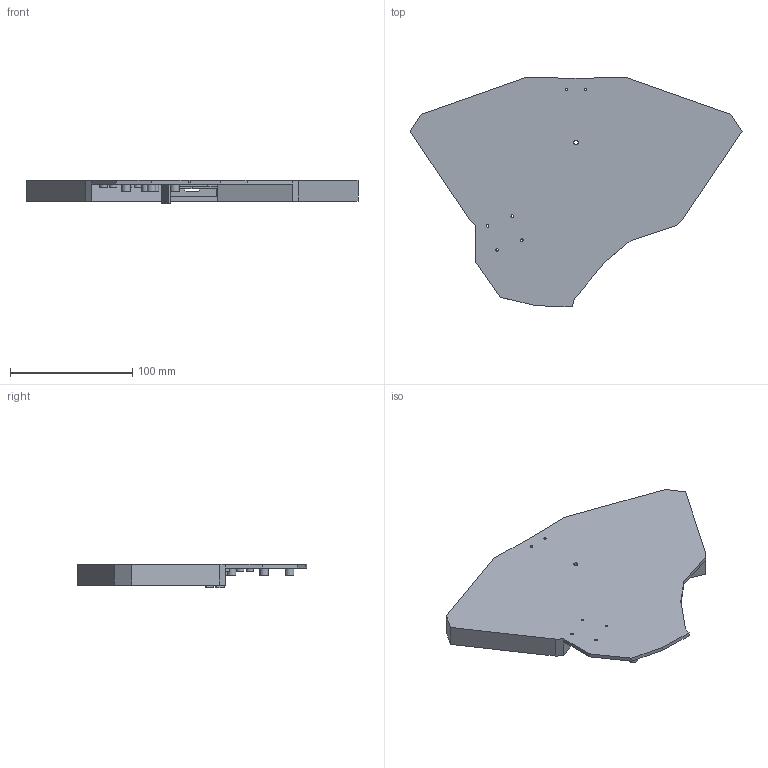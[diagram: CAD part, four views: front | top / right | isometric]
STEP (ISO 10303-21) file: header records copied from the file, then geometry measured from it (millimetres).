
FILE_DESCRIPTION(/* description */ (''),/* implementation_level */ '2;1');
FILE_NAME(/* name */ 'jianpanke16.step',/* time_stamp */ '2026-01-16T01:49:05-05:00',/* author */ (''),/* organization */ (''),/* preprocessor_version */ 'ST-DEVELOPER v20.1',/* originating_system */ 'Autodesk Translation Framework v14.21.0.0',/* authorisation */ '');
FILE_SCHEMA (('AUTOMOTIVE_DESIGN { 1 0 10303 214 3 1 1 }'));
Length unit declared in the file: millimetre
Products named in the file (1): 2026-01-06-10-14-55-498
Bounding box: 271.76 x 187.92 x 19 mm (x, y, z)
Volume: 139777.8 mm3; surface area: 86841.5 mm2
Topology: 1 solids, 1 shells, 222 faces, 591 edges, 390 vertices
Faces by surface type: plane 195, cylinder 27
Full cylindrical faces by diameter (mm): 1.856 x4, 2.1 x6, 3 x4, 3.5 x1, 6 x4, 6.85 x4, 7 x2
Entity records: 6858 total; most frequent: CARTESIAN_POINT 1204, ORIENTED_EDGE 1182, DIRECTION 1091, EDGE_CURVE 591, LINE 537, VECTOR 537, VERTEX_POINT 390, AXIS2_PLACEMENT_3D 277
